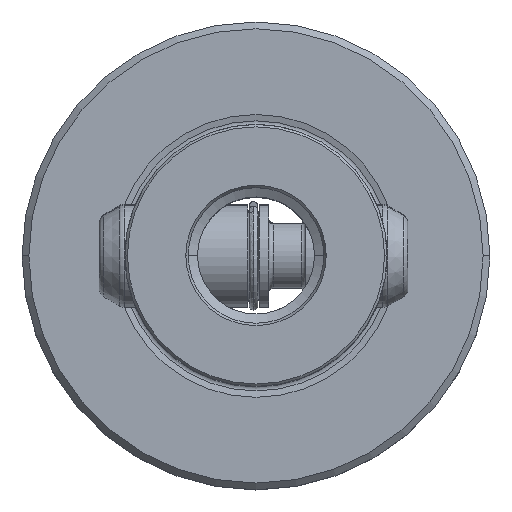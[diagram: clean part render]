
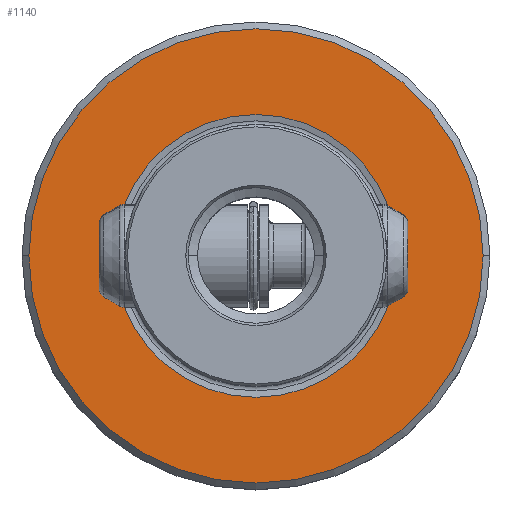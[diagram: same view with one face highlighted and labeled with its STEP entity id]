
A CAD part, top view. The second image highlights one B-rep face of the part: STEP entity #1140.
In plain terms, the highlighted planar face has unit normal (0, 0, 1).
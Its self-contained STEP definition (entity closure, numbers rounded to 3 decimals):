
#1140=ADVANCED_FACE('NONE',(#2794,#2795),#2796,.T.);
#1358=EDGE_CURVE('NONE',#2170,#2222,#3032,.T.);
#1488=VERTEX_POINT('NONE',#3183);
#1824=EDGE_CURVE('NONE',#2222,#2170,#3555,.T.);
#1994=EDGE_CURVE('NONE',#2438,#1488,#3742,.T.);
#2082=EDGE_CURVE('NONE',#1488,#2438,#3839,.T.);
#2170=VERTEX_POINT('NONE',#3934);
#2222=VERTEX_POINT('NONE',#3994);
#2438=VERTEX_POINT('NONE',#4236);
#2794=FACE_OUTER_BOUND('',#4733,.T.);
#2795=FACE_BOUND('',#4734,.T.);
#2796=PLANE('',#4735);
#3032=CIRCLE('',#5082,24.275);
#3183=CARTESIAN_POINT('',(-15.112,0.,0.0));
#3555=CIRCLE('',#6095,24.275);
#3742=CIRCLE('',#6402,15.112);
#3839=CIRCLE('',#6611,15.112);
#3934=CARTESIAN_POINT('',(-24.275,0.,0.0));
#3994=CARTESIAN_POINT('',(24.275,0.,0.0));
#4236=CARTESIAN_POINT('',(15.112,0.,0.0));
#4733=EDGE_LOOP('',(#7619,#7620));
#4734=EDGE_LOOP('',(#7621,#7622));
#4735=AXIS2_PLACEMENT_3D('',#7623,#7624,#7625);
#5082=AXIS2_PLACEMENT_3D('',#7903,#7904,#7905);
#6095=AXIS2_PLACEMENT_3D('',#8550,#8551,#8552);
#6402=AXIS2_PLACEMENT_3D('',#8793,#8794,#8795);
#6611=AXIS2_PLACEMENT_3D('',#8896,#8897,#8898);
#7619=ORIENTED_EDGE('',*,*,#1358,.F.);
#7620=ORIENTED_EDGE('',*,*,#1824,.F.);
#7621=ORIENTED_EDGE('',*,*,#1994,.F.);
#7622=ORIENTED_EDGE('',*,*,#2082,.F.);
#7623=CARTESIAN_POINT('',(-14.0,0.0,0.0));
#7624=DIRECTION('',(-0.0,0.0,1.0));
#7625=DIRECTION('',(0.0,1.0,0.0));
#7903=CARTESIAN_POINT('',(0.0,0.0,0.0));
#7904=DIRECTION('',(0.0,0.0,-1.0));
#7905=DIRECTION('',(0.0,1.0,0.0));
#8550=CARTESIAN_POINT('',(0.0,0.0,0.0));
#8551=DIRECTION('',(0.0,0.0,-1.0));
#8552=DIRECTION('',(0.0,1.0,0.0));
#8793=CARTESIAN_POINT('',(0.0,0.0,0.0));
#8794=DIRECTION('',(0.0,-0.0,1.0));
#8795=DIRECTION('',(0.0,1.0,0.0));
#8896=CARTESIAN_POINT('',(0.0,0.0,0.0));
#8897=DIRECTION('',(0.0,-0.0,1.0));
#8898=DIRECTION('',(0.0,1.0,0.0));
